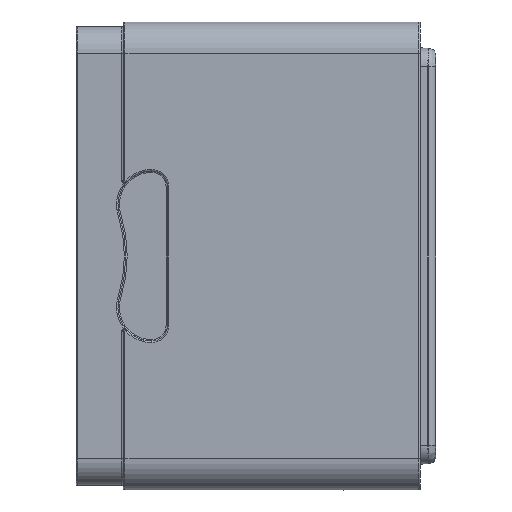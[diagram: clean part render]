
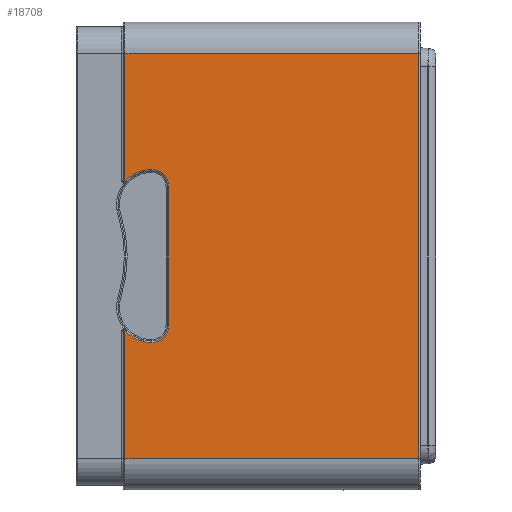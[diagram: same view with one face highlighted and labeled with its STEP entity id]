
A CAD part, left-side view. The second image highlights one B-rep face of the part: STEP entity #18708.
In plain terms, the highlighted planar face has unit normal (-1, 0, 0).
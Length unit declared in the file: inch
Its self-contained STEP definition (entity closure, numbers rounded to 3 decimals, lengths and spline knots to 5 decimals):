
#292=DIRECTION('',(0.,0.,1.));
#293=VECTOR('',#292,12.95);
#294=CARTESIAN_POINT('',(-11.975,0.55,-6.475));
#295=LINE('',#294,#293);
#296=DIRECTION('',(0.,-1.,0.));
#297=VECTOR('',#296,9.385);
#298=CARTESIAN_POINT('',(-11.975,9.935,-6.475));
#299=LINE('',#298,#297);
#300=DIRECTION('',(0.,0.,-1.));
#301=VECTOR('',#300,4.07277);
#302=CARTESIAN_POINT('',(-11.975,9.935,-2.40223));
#303=LINE('',#302,#301);
#304=CARTESIAN_POINT('',(-11.975,9.925,-2.40223));
#305=DIRECTION('',(-1.,0.,0.));
#306=DIRECTION('',(0.,-0.741,0.671));
#307=AXIS2_PLACEMENT_3D('',#304,#305,#306);
#309=CARTESIAN_POINT('',(-11.975,9.08,-1.637));
#310=DIRECTION('',(1.,0.,0.));
#311=DIRECTION('',(0.,0.,-1.));
#312=AXIS2_PLACEMENT_3D('',#309,#310,#311);
#314=CARTESIAN_POINT('',(-11.975,9.08,-2.217));
#315=DIRECTION('',(1.,0.,0.));
#316=DIRECTION('',(0.,-1.,0.));
#317=AXIS2_PLACEMENT_3D('',#314,#315,#316);
#319=DIRECTION('',(0.,0.,-1.));
#320=VECTOR('',#319,4.434);
#321=CARTESIAN_POINT('',(-11.975,8.53,2.217));
#322=LINE('',#321,#320);
#323=CARTESIAN_POINT('',(-11.975,9.08,2.217));
#324=DIRECTION('',(1.,0.,0.));
#325=DIRECTION('',(0.,0.,1.));
#326=AXIS2_PLACEMENT_3D('',#323,#324,#325);
#328=CARTESIAN_POINT('',(-11.975,9.08,1.637));
#329=DIRECTION('',(1.,0.,0.));
#330=DIRECTION('',(0.,0.741,0.671));
#331=AXIS2_PLACEMENT_3D('',#328,#329,#330);
#333=CARTESIAN_POINT('',(-11.975,9.925,2.40223));
#334=DIRECTION('',(-1.,0.,0.));
#335=DIRECTION('',(0.,1.,0.));
#336=AXIS2_PLACEMENT_3D('',#333,#334,#335);
#338=DIRECTION('',(0.,0.,-1.));
#339=VECTOR('',#338,4.07277);
#340=CARTESIAN_POINT('',(-11.975,9.935,6.475));
#341=LINE('',#340,#339);
#342=DIRECTION('',(0.,-1.,0.));
#343=VECTOR('',#342,9.385);
#344=CARTESIAN_POINT('',(-11.975,9.935,6.475));
#345=LINE('',#344,#343);
#15875=CARTESIAN_POINT('',(-11.975,9.935,6.475));
#15876=VERTEX_POINT('',#15875);
#15879=CARTESIAN_POINT('',(-11.975,9.935,-2.40223));
#15880=CARTESIAN_POINT('',(-11.975,9.935,-6.475));
#15881=VERTEX_POINT('',#15879);
#15882=VERTEX_POINT('',#15880);
#16095=CARTESIAN_POINT('',(-11.975,9.935,2.40223));
#16096=VERTEX_POINT('',#16095);
#16097=CARTESIAN_POINT('',(-11.975,9.91759,2.39552));
#16098=VERTEX_POINT('',#16097);
#16099=CARTESIAN_POINT('',(-11.975,9.08,2.767));
#16100=VERTEX_POINT('',#16099);
#16101=CARTESIAN_POINT('',(-11.975,8.53,2.217));
#16102=VERTEX_POINT('',#16101);
#16103=CARTESIAN_POINT('',(-11.975,8.53,-2.217));
#16104=VERTEX_POINT('',#16103);
#16105=CARTESIAN_POINT('',(-11.975,9.08,-2.767));
#16106=VERTEX_POINT('',#16105);
#16107=CARTESIAN_POINT('',(-11.975,9.91759,
-2.39551));
#16108=VERTEX_POINT('',#16107);
#18107=CARTESIAN_POINT('',(-11.975,0.55,6.475));
#18109=VERTEX_POINT('',#18107);
#18135=CARTESIAN_POINT('',(-11.975,0.55,-6.475));
#18136=VERTEX_POINT('',#18135);
#18678=CARTESIAN_POINT('',(-11.975,0.,-7.475));
#18679=DIRECTION('',(-1.,0.,0.));
#18680=DIRECTION('',(0.,0.,1.));
#18681=AXIS2_PLACEMENT_3D('',#18678,#18679,#18680);
#18682=PLANE('',#18681);
#18684=ORIENTED_EDGE('',*,*,#18683,.F.);
#18686=ORIENTED_EDGE('',*,*,#18685,.F.);
#18688=ORIENTED_EDGE('',*,*,#18687,.F.);
#18690=ORIENTED_EDGE('',*,*,#18689,.F.);
#18692=ORIENTED_EDGE('',*,*,#18691,.F.);
#18694=ORIENTED_EDGE('',*,*,#18693,.F.);
#18696=ORIENTED_EDGE('',*,*,#18695,.F.);
#18698=ORIENTED_EDGE('',*,*,#18697,.F.);
#18700=ORIENTED_EDGE('',*,*,#18699,.F.);
#18702=ORIENTED_EDGE('',*,*,#18701,.F.);
#18704=ORIENTED_EDGE('',*,*,#18703,.F.);
#18705=ORIENTED_EDGE('',*,*,#18669,.T.);
#18706=EDGE_LOOP('',(#18684,#18686,#18688,#18690,#18692,#18694,#18696,#18698,
#18700,#18702,#18704,#18705));
#18707=FACE_OUTER_BOUND('',#18706,.F.);
#18708=ADVANCED_FACE('',(#18707),#18682,.T.);
#308=CIRCLE('',#307,0.01);
#313=CIRCLE('',#312,1.13);
#318=CIRCLE('',#317,0.55);
#327=CIRCLE('',#326,0.55);
#332=CIRCLE('',#331,1.13);
#337=CIRCLE('',#336,0.01);
#18669=EDGE_CURVE('',#15876,#18109,#345,.T.);
#18683=EDGE_CURVE('',#18136,#18109,#295,.T.);
#18685=EDGE_CURVE('',#15882,#18136,#299,.T.);
#18687=EDGE_CURVE('',#15881,#15882,#303,.T.);
#18689=EDGE_CURVE('',#16108,#15881,#308,.T.);
#18691=EDGE_CURVE('',#16106,#16108,#313,.T.);
#18693=EDGE_CURVE('',#16104,#16106,#318,.T.);
#18695=EDGE_CURVE('',#16102,#16104,#322,.T.);
#18697=EDGE_CURVE('',#16100,#16102,#327,.T.);
#18699=EDGE_CURVE('',#16098,#16100,#332,.T.);
#18701=EDGE_CURVE('',#16096,#16098,#337,.T.);
#18703=EDGE_CURVE('',#15876,#16096,#341,.T.);
